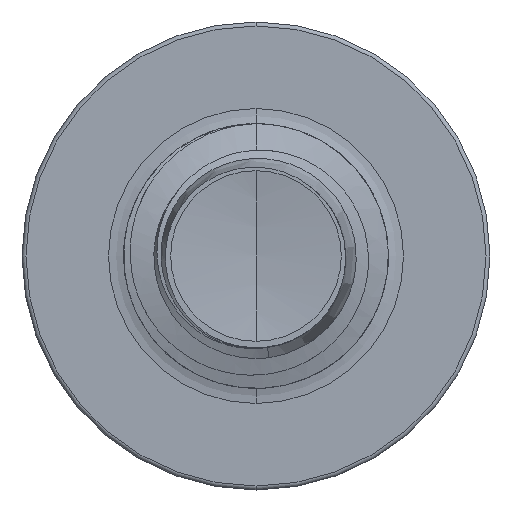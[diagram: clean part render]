
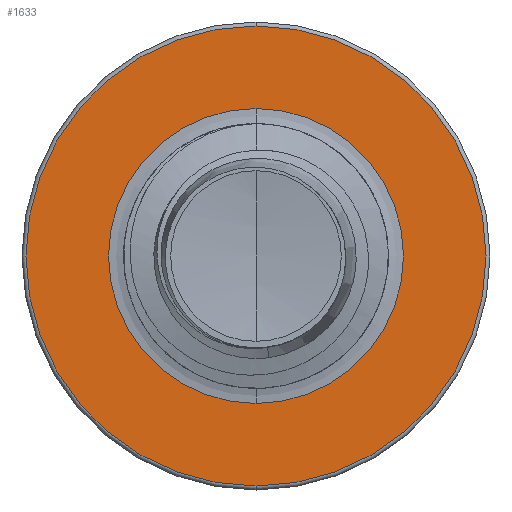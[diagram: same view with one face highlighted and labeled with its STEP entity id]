
A CAD part, front view. The second image highlights one B-rep face of the part: STEP entity #1633.
In plain terms, the highlighted planar face has unit normal (0, -1, 0).
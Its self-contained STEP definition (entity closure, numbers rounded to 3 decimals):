
#1576 = VERTEX_POINT ( 'NONE', #14574 ) ;
#1633 = ADVANCED_FACE ( 'NONE', ( #8934, #9261 ), #14229, .F. ) ;
#2238 = DIRECTION ( 'NONE',  ( 0., 0., 1. ) ) ;
#2284 = DIRECTION ( 'NONE',  ( 0., 1., 0. ) ) ;
#2317 = CARTESIAN_POINT ( 'NONE',  ( 0., 4., 0. ) ) ;
#2688 = VERTEX_POINT ( 'NONE', #9790 ) ;
#2954 = EDGE_LOOP ( 'NONE', ( #5914, #13888 ) ) ;
#4385 = AXIS2_PLACEMENT_3D ( 'NONE', #13903, #13712, #13697 ) ;
#5609 = VERTEX_POINT ( 'NONE', #8915 ) ;
#5896 = CARTESIAN_POINT ( 'NONE',  ( 0., 4., -1.67 ) ) ;
#5914 = ORIENTED_EDGE ( 'NONE', *, *, #6533, .F. ) ;
#6533 = EDGE_CURVE ( 'NONE', #5609, #2688, #15742, .T. ) ;
#6599 = DIRECTION ( 'NONE',  ( 0., 1., 0. ) ) ;
#8477 = CARTESIAN_POINT ( 'NONE',  ( 0., 4., 0. ) ) ;
#8796 = EDGE_CURVE ( 'NONE', #9570, #1576, #12193, .T. ) ;
#8915 = CARTESIAN_POINT ( 'NONE',  ( 0., 4., 2.605 ) ) ;
#8934 = FACE_OUTER_BOUND ( 'NONE', #2954, .T. ) ;
#9182 = DIRECTION ( 'NONE',  ( 0., 0., 1. ) ) ;
#9261 = FACE_BOUND ( 'NONE', #11755, .T. ) ;
#9366 = DIRECTION ( 'NONE',  ( 0., 0., 1. ) ) ;
#9390 = DIRECTION ( 'NONE',  ( 0., 1., 0. ) ) ;
#9415 = CARTESIAN_POINT ( 'NONE',  ( 0., 4., 0. ) ) ;
#9425 = AXIS2_PLACEMENT_3D ( 'NONE', #2317, #2284, #2238 ) ;
#9570 = VERTEX_POINT ( 'NONE', #5896 ) ;
#9790 = CARTESIAN_POINT ( 'NONE',  ( 0., 4., -2.605 ) ) ;
#10909 = ORIENTED_EDGE ( 'NONE', *, *, #12136, .T. ) ;
#11111 = ORIENTED_EDGE ( 'NONE', *, *, #8796, .T. ) ;
#11320 = EDGE_CURVE ( 'NONE', #2688, #5609, #15066, .T. ) ;
#11755 = EDGE_LOOP ( 'NONE', ( #10909, #11111 ) ) ;
#12044 = DIRECTION ( 'NONE',  ( 0., 0., 1. ) ) ;
#12065 = DIRECTION ( 'NONE',  ( 0., 1., 0. ) ) ;
#12136 = EDGE_CURVE ( 'NONE', #1576, #9570, #15552, .T. ) ;
#12141 = CARTESIAN_POINT ( 'NONE',  ( 0., 4., 0. ) ) ;
#12193 = CIRCLE ( 'NONE', #15247, 1.67 ) ;
#13054 = AXIS2_PLACEMENT_3D ( 'NONE', #9415, #9390, #9366 ) ;
#13697 = DIRECTION ( 'NONE',  ( 0., 0., 1. ) ) ;
#13712 = DIRECTION ( 'NONE',  ( 0., 1., 0. ) ) ;
#13791 = AXIS2_PLACEMENT_3D ( 'NONE', #12141, #12065, #12044 ) ;
#13888 = ORIENTED_EDGE ( 'NONE', *, *, #11320, .F. ) ;
#13903 = CARTESIAN_POINT ( 'NONE',  ( 0., 4., -1.67 ) ) ;
#14229 = PLANE ( 'NONE',  #4385 ) ;
#14574 = CARTESIAN_POINT ( 'NONE',  ( 0., 4., 1.67 ) ) ;
#15066 = CIRCLE ( 'NONE', #13054, 2.605 ) ;
#15247 = AXIS2_PLACEMENT_3D ( 'NONE', #8477, #6599, #9182 ) ;
#15552 = CIRCLE ( 'NONE', #9425, 1.67 ) ;
#15742 = CIRCLE ( 'NONE', #13791, 2.605 ) ;
